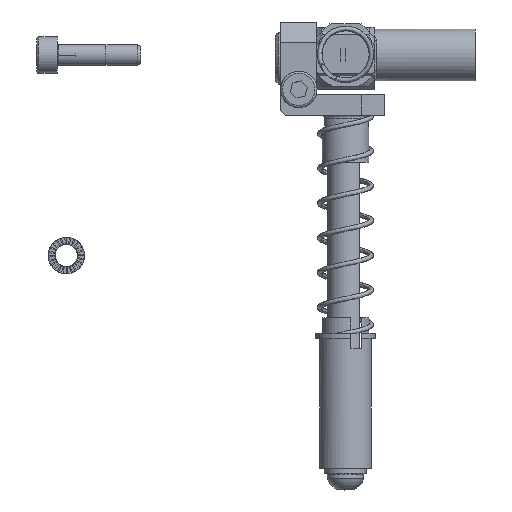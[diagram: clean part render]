
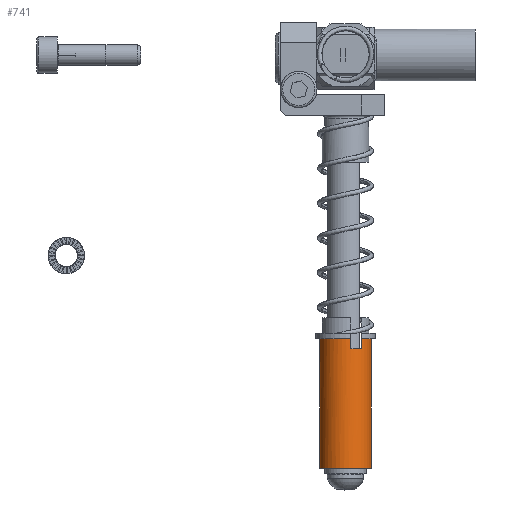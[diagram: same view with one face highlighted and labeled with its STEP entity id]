
A CAD part, top view. The second image highlights one B-rep face of the part: STEP entity #741.
In plain terms, the highlighted cylindrical face has radius 5 mm (diameter 10 mm), a full revolution.
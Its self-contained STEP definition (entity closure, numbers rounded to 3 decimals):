
#741 = ADVANCED_FACE( '', ( #1579, #1580 ), #1581, .T. );
#1579 = FACE_OUTER_BOUND( '', #3102, .T. );
#1580 = FACE_OUTER_BOUND( '', #3103, .T. );
#1581 = CYLINDRICAL_SURFACE( '', #3104, 5. );
#3102 = EDGE_LOOP( '', ( #5232, #5233, #5234, #5235, #5236, #5237, #5238, #5239 ) );
#3103 = EDGE_LOOP( '', ( #5240 ) );
#3104 = AXIS2_PLACEMENT_3D( '', #5241, #5242, #5243 );
#5232 = ORIENTED_EDGE( '', *, *, #7062, .F. );
#5233 = ORIENTED_EDGE( '', *, *, #6303, .F. );
#5234 = ORIENTED_EDGE( '', *, *, #6943, .F. );
#5235 = ORIENTED_EDGE( '', *, *, #7030, .F. );
#5236 = ORIENTED_EDGE( '', *, *, #6945, .F. );
#5237 = ORIENTED_EDGE( '', *, *, #7092, .F. );
#5238 = ORIENTED_EDGE( '', *, *, #6849, .F. );
#5239 = ORIENTED_EDGE( '', *, *, #7053, .F. );
#5240 = ORIENTED_EDGE( '', *, *, #6785, .T. );
#5241 = CARTESIAN_POINT( '', ( 25., 0., 0. ) );
#5242 = DIRECTION( '', ( 1., 0., 0. ) );
#5243 = DIRECTION( '', ( 0., 0., 1. ) );
#6303 = EDGE_CURVE( '', #7526, #7528, #7529, .F. );
#6785 = EDGE_CURVE( '', #8329, #8329, #8330, .T. );
#6849 = EDGE_CURVE( '', #8417, #8419, #8420, .F. );
#6943 = EDGE_CURVE( '', #8546, #7526, #8548, .F. );
#6945 = EDGE_CURVE( '', #8549, #8551, #8552, .T. );
#7030 = EDGE_CURVE( '', #8551, #8546, #8668, .T. );
#7053 = EDGE_CURVE( '', #8696, #8417, #8698, .T. );
#7062 = EDGE_CURVE( '', #7528, #8696, #8708, .T. );
#7092 = EDGE_CURVE( '', #8419, #8549, #8745, .F. );
#7526 = VERTEX_POINT( '', #9383 );
#7528 = VERTEX_POINT( '', #9386 );
#7529 = CIRCLE( '', #9387, 5. );
#8329 = VERTEX_POINT( '', #10785 );
#8330 = CIRCLE( '', #10786, 5. );
#8417 = VERTEX_POINT( '', #10918 );
#8419 = VERTEX_POINT( '', #10921 );
#8420 = LINE( '', #10922, #10923 );
#8546 = VERTEX_POINT( '', #11123 );
#8548 = LINE( '', #11126, #11127 );
#8549 = VERTEX_POINT( '', #11128 );
#8551 = VERTEX_POINT( '', #11131 );
#8552 = LINE( '', #11132, #11133 );
#8668 = CIRCLE( '', #11285, 5. );
#8696 = VERTEX_POINT( '', #11320 );
#8698 = CIRCLE( '', #11323, 5. );
#8708 = LINE( '', #11338, #11339 );
#8745 = CIRCLE( '', #11390, 5. );
#9383 = CARTESIAN_POINT( '', ( 2., 4., 3. ) );
#9386 = CARTESIAN_POINT( '', ( 2., 4.899, 1. ) );
#9387 = AXIS2_PLACEMENT_3D( '', #11808, #11809, #11810 );
#10785 = CARTESIAN_POINT( '', ( 25., 5., 0. ) );
#10786 = AXIS2_PLACEMENT_3D( '', #12476, #12477, #12478 );
#10918 = CARTESIAN_POINT( '', ( 0., -4.899, 1. ) );
#10921 = CARTESIAN_POINT( '', ( 2., -4.899, 1. ) );
#10922 = CARTESIAN_POINT( '', ( 25., -4.899, 1. ) );
#10923 = VECTOR( '', #12534, 1000. );
#11123 = CARTESIAN_POINT( '', ( 0., 4., 3. ) );
#11126 = CARTESIAN_POINT( '', ( 25., 4., 3. ) );
#11127 = VECTOR( '', #12636, 1000. );
#11128 = CARTESIAN_POINT( '', ( 2., -4., 3. ) );
#11131 = CARTESIAN_POINT( '', ( 0., -4., 3. ) );
#11132 = CARTESIAN_POINT( '', ( 25., -4., 3. ) );
#11133 = VECTOR( '', #12638, 1000. );
#11285 = AXIS2_PLACEMENT_3D( '', #12729, #12730, #12731 );
#11320 = CARTESIAN_POINT( '', ( 0., 4.899, 1. ) );
#11323 = AXIS2_PLACEMENT_3D( '', #12755, #12756, #12757 );
#11338 = CARTESIAN_POINT( '', ( 25., 4.899, 1. ) );
#11339 = VECTOR( '', #12763, 1000. );
#11390 = AXIS2_PLACEMENT_3D( '', #12793, #12794, #12795 );
#11808 = CARTESIAN_POINT( '', ( 2., 0., 0. ) );
#11809 = DIRECTION( '', ( 1., 0., 0. ) );
#11810 = DIRECTION( '', ( 0., 0., -1. ) );
#12476 = CARTESIAN_POINT( '', ( 25., 0., 0. ) );
#12477 = DIRECTION( '', ( -1., 0., 0. ) );
#12478 = DIRECTION( '', ( 0., 1., 0. ) );
#12534 = DIRECTION( '', ( -1., 0., 0. ) );
#12636 = DIRECTION( '', ( -1., 0., 0. ) );
#12638 = DIRECTION( '', ( -1., 0., 0. ) );
#12729 = CARTESIAN_POINT( '', ( 0., 0., 0. ) );
#12730 = DIRECTION( '', ( -1., 0., 0. ) );
#12731 = DIRECTION( '', ( 0., 1., 0. ) );
#12755 = CARTESIAN_POINT( '', ( 0., 0., 0. ) );
#12756 = DIRECTION( '', ( -1., 0., 0. ) );
#12757 = DIRECTION( '', ( 0., 1., 0. ) );
#12763 = DIRECTION( '', ( -1., 0., 0. ) );
#12793 = CARTESIAN_POINT( '', ( 2., 0., 0. ) );
#12794 = DIRECTION( '', ( 1., 0., 0. ) );
#12795 = DIRECTION( '', ( 0., 0., -1. ) );
